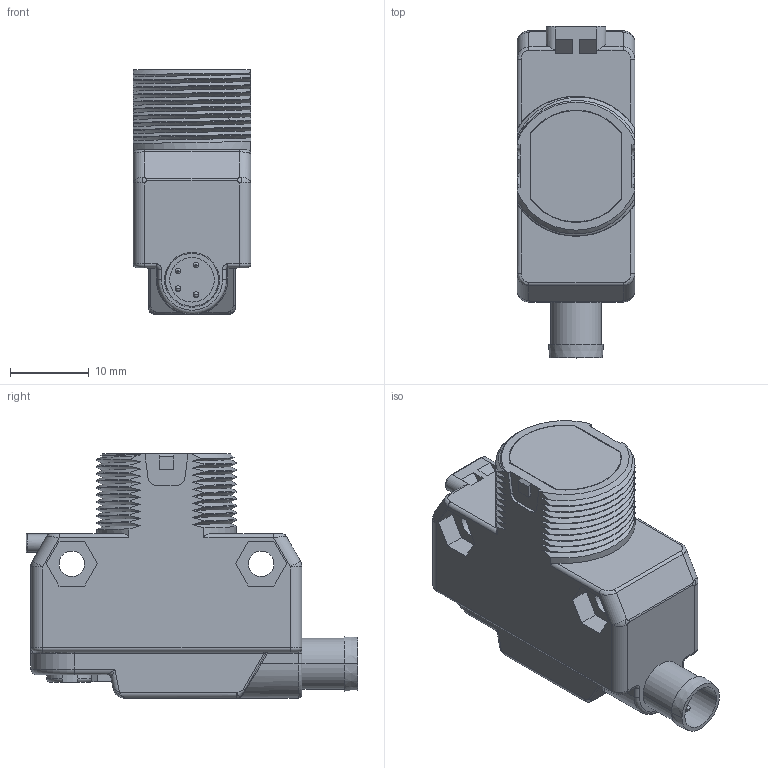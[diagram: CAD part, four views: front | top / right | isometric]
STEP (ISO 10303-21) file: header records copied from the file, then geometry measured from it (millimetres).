
FILE_DESCRIPTION((''),'2;1');
FILE_NAME('139454_SW','2008-05-07T',('banengservice'),('BANNER ENGINEERING'),'PRO/ENGINEER BY PARAMETRIC TECHNOLOGY CORPORATION, 2006170','PRO/ENGINEER BY PARAMETRIC TECHNOLOGY CORPORATION, 2006170','');
FILE_SCHEMA(('CONFIG_CONTROL_DESIGN'));
Length unit declared in the file: inch
Products named in the file (1): 139454_SW
Bounding box: 15 x 42.22 x 31.1 mm (x, y, z)
Volume: 11258.4 mm3; surface area: 4455.2 mm2
Topology: 1 solids, 1 shells, 350 faces, 876 edges, 545 vertices
Faces by surface type: plane 130, cylinder 108, bspline 78, torus 17, sphere 10, cone 7
Entity records: 15493 total; most frequent: CARTESIAN_POINT 7668, ORIENTED_EDGE 1748, DIRECTION 1397, EDGE_CURVE 874, VERTEX_POINT 545, AXIS2_PLACEMENT_3D 478, VECTOR 441, LINE 441
